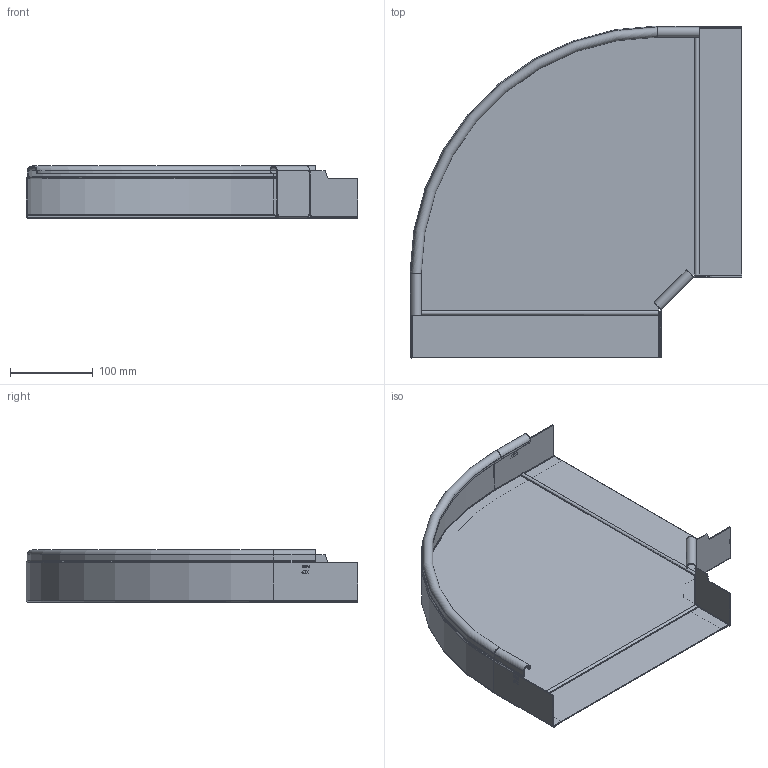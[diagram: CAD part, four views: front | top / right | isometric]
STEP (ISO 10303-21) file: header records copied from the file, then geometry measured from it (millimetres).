
FILE_DESCRIPTION((''),'2;1');
FILE_NAME('6041136_ASM','2012-10-01T',('AndreasKeweloh'),(''),'PRO/ENGINEER BY PARAMETRIC TECHNOLOGY CORPORATION, 2012230','PRO/ENGINEER BY PARAMETRIC TECHNOLOGY CORPORATION, 2012230','');
FILE_SCHEMA(('CONFIG_CONTROL_DESIGN'));
Length unit declared in the file: millimetre
Products named in the file (4): 6041130_IN; 6041130_BODENBLECH_300; 6041130_AUSSENHOLM_630; 6041136_ASM
Assembly tree (3 placements, depth 2):
  6041136_ASM
    6041130_IN
    6041130_BODENBLECH_300
    6041130_AUSSENHOLM_630
Bounding box: 401.35 x 401.35 x 63 mm (x, y, z)
Volume: 251880 mm3; surface area: 407463.3 mm2
Topology: 3 solids, 3 shells, 370 faces, 938 edges, 598 vertices
Faces by surface type: plane 232, cylinder 70, extrusion 52, bspline 8, torus 8
Entity records: 13744 total; most frequent: CARTESIAN_POINT 4903, ORIENTED_EDGE 1876, DIRECTION 1636, EDGE_CURVE 938, VECTOR 722, LINE 670, VERTEX_POINT 598, AXIS2_PLACEMENT_3D 457
